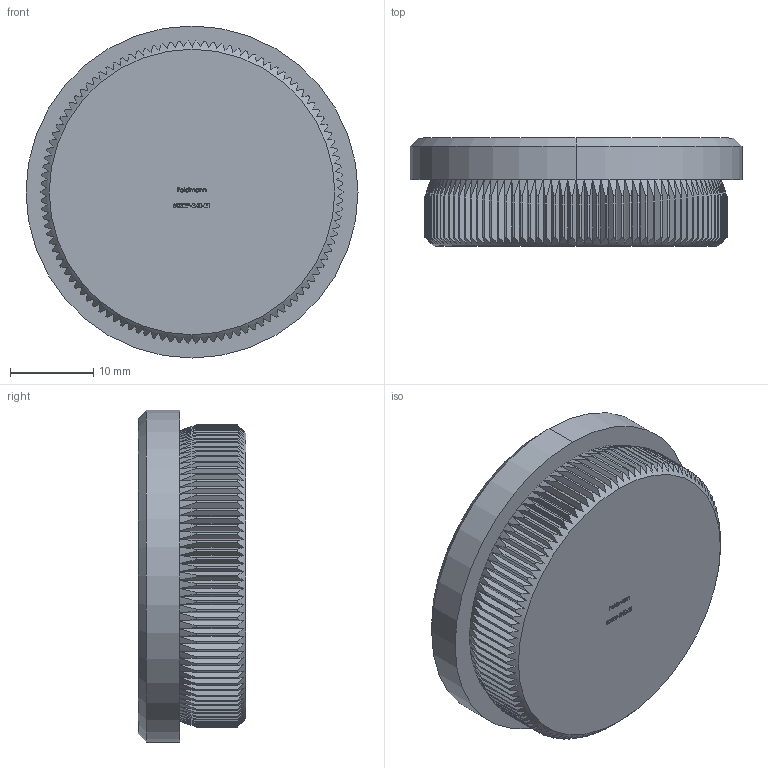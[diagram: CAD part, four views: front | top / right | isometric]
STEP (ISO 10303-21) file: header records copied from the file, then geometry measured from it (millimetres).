
FILE_DESCRIPTION (( 'STEP AP203' ), '1' );
FILE_NAME ('50327-240.step', '2018-10-25T11:59:43', ( '' ), ( '' ), 'SwSTEP 2.0', 'SolidWorks 2015', '' );
FILE_SCHEMA (( 'CONFIG_CONTROL_DESIGN' ));
Length unit declared in the file: millimetre
Products named in the file (1): 50327-240
Bounding box: 40 x 13 x 40 mm (x, y, z)
Volume: 14228.3 mm3; surface area: 4548.1 mm2
Topology: 1 solids, 1 shells, 702 faces, 1792 edges, 1120 vertices
Faces by surface type: plane 361, bspline 115, cone 114, cylinder 112
Entity records: 27813 total; most frequent: CARTESIAN_POINT 12234, ORIENTED_EDGE 3584, DIRECTION 2636, EDGE_CURVE 1792, VERTEX_POINT 1120, AXIS2_PLACEMENT_3D 926, LINE 784, VECTOR 784
